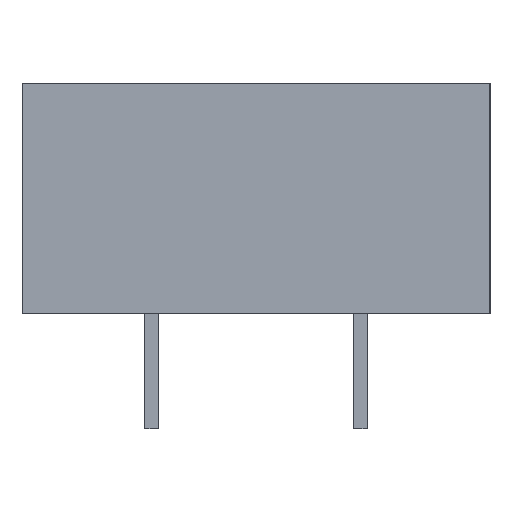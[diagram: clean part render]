
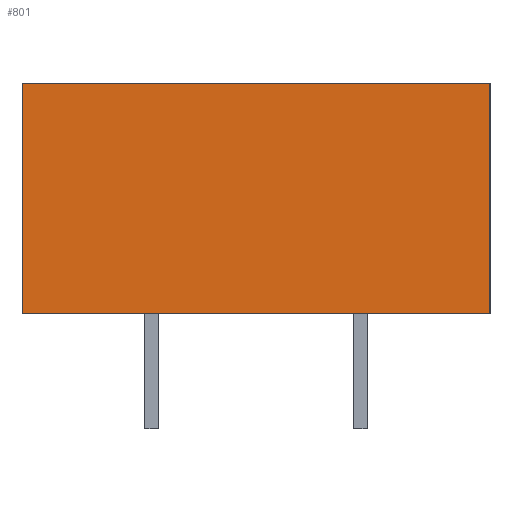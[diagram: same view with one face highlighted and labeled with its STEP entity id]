
A CAD part, left-side view. The second image highlights one B-rep face of the part: STEP entity #801.
In plain terms, the highlighted planar face has unit normal (-1, 0, 0).
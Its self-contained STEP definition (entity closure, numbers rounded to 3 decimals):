
#369 = EDGE_CURVE('',#370,#372,#374,.T.);
#370 = VERTEX_POINT('',#371);
#371 = CARTESIAN_POINT('',(-28.956,15.24,0.));
#372 = VERTEX_POINT('',#373);
#373 = CARTESIAN_POINT('',(-28.956,-15.24,0.));
#374 = LINE('',#375,#376);
#375 = CARTESIAN_POINT('',(-28.956,-15.24,0.));
#376 = VECTOR('',#377,1.);
#377 = DIRECTION('',(0.,-1.,0.));
#801 = ADVANCED_FACE('',(#802),#827,.F.);
#802 = FACE_BOUND('',#803,.T.);
#803 = EDGE_LOOP('',(#804,#805,#813,#821));
#804 = ORIENTED_EDGE('',*,*,#369,.T.);
#805 = ORIENTED_EDGE('',*,*,#806,.F.);
#806 = EDGE_CURVE('',#807,#372,#809,.T.);
#807 = VERTEX_POINT('',#808);
#808 = CARTESIAN_POINT('',(-28.956,-15.24,15.));
#809 = LINE('',#810,#811);
#810 = CARTESIAN_POINT('',(-28.956,-15.24,15.));
#811 = VECTOR('',#812,1.);
#812 = DIRECTION('',(-0.,0.,-1.));
#813 = ORIENTED_EDGE('',*,*,#814,.F.);
#814 = EDGE_CURVE('',#815,#807,#817,.T.);
#815 = VERTEX_POINT('',#816);
#816 = CARTESIAN_POINT('',(-28.956,15.24,15.));
#817 = LINE('',#818,#819);
#818 = CARTESIAN_POINT('',(-28.956,-15.24,15.));
#819 = VECTOR('',#820,1.);
#820 = DIRECTION('',(0.,-1.,0.));
#821 = ORIENTED_EDGE('',*,*,#822,.T.);
#822 = EDGE_CURVE('',#815,#370,#823,.T.);
#823 = LINE('',#824,#825);
#824 = CARTESIAN_POINT('',(-28.956,15.24,15.));
#825 = VECTOR('',#826,1.);
#826 = DIRECTION('',(-0.,0.,-1.));
#827 = PLANE('',#828);
#828 = AXIS2_PLACEMENT_3D('',#829,#830,#831);
#829 = CARTESIAN_POINT('',(-28.956,-15.24,15.));
#830 = DIRECTION('',(1.,0.,0.));
#831 = DIRECTION('',(0.,1.,0.));
